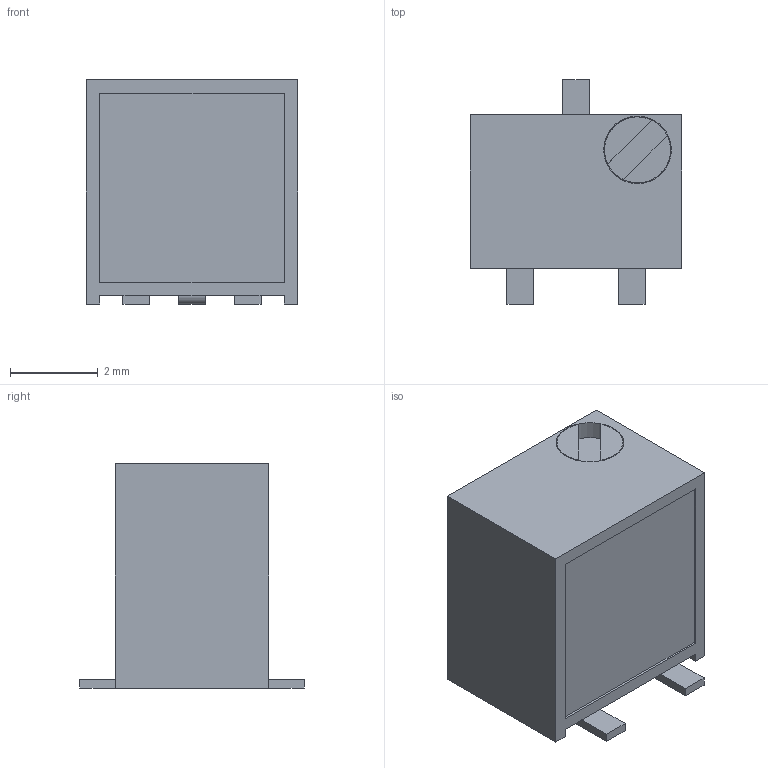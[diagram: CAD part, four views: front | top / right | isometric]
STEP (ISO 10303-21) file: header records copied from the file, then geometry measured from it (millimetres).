
FILE_DESCRIPTION((''),'2;1');
FILE_NAME('TRIM_VISHAY_TSM4YL.stp','2013-04-11T09:57:24',(''),(''),'Mechanical Desktop 2011','Mechanical Desktop 2011',', , ');
FILE_SCHEMA(('AUTOMOTIVE_DESIGN { 1 2 10303 214 1 1 1 1 }'));
Length unit declared in the file: millimetre
Products named in the file (1): Product
Bounding box: 4.8 x 5.1 x 5.1 mm (x, y, z)
Volume: 81.9 mm3; surface area: 175.3 mm2
Topology: 6 solids, 6 shells, 50 faces, 108 edges, 72 vertices
Faces by surface type: plane 33, bspline 10, cylinder 7
Entity records: 1404 total; most frequent: CARTESIAN_POINT 261, ORIENTED_EDGE 216, DIRECTION 208, EDGE_CURVE 108, VECTOR 90, LINE 90, VERTEX_POINT 72, AXIS2_PLACEMENT_3D 59
